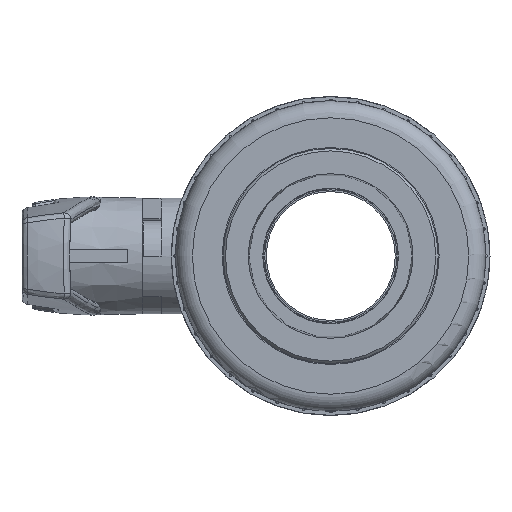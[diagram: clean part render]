
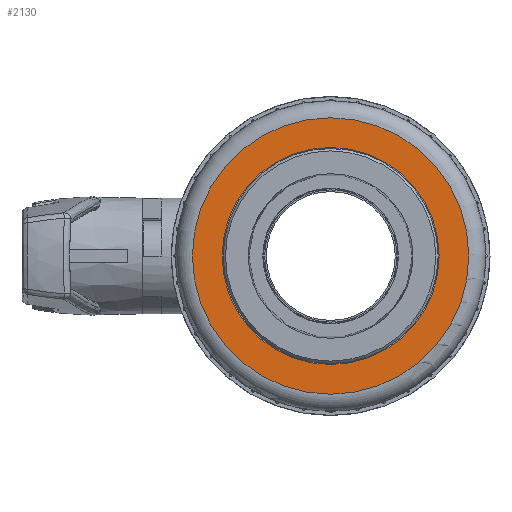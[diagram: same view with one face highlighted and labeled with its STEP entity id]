
A CAD part, left-side view. The second image highlights one B-rep face of the part: STEP entity #2130.
In plain terms, the highlighted planar face has unit normal (-1, 0, 0).
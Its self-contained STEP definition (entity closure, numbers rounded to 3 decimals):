
#1601=FACE_BOUND('',#4663,.T.);
#1602=FACE_BOUND('',#4664,.T.);
#2130=ADVANCED_FACE('',(#1601,#1602),#3063,.F.);
#3063=PLANE('',#19331);
#4663=EDGE_LOOP('',(#7901));
#4664=EDGE_LOOP('',(#7902));
#5940=CIRCLE('',#19329,40.75);
#5941=CIRCLE('',#19330,32.);
#7901=ORIENTED_EDGE('',*,*,#14304,.T.);
#7902=ORIENTED_EDGE('',*,*,#14305,.T.);
#12275=VERTEX_POINT('',#31979);
#12276=VERTEX_POINT('',#31981);
#14304=EDGE_CURVE('',#12275,#12275,#5940,.T.);
#14305=EDGE_CURVE('',#12276,#12276,#5941,.T.);
#19329=AXIS2_PLACEMENT_3D('',#31978,#21980,#21981);
#19330=AXIS2_PLACEMENT_3D('',#31980,#21982,#21983);
#19331=AXIS2_PLACEMENT_3D('',#31982,#21984,#21985);
#21980=DIRECTION('',(-1.,0.,0.));
#21981=DIRECTION('',(0.,1.,0.));
#21982=DIRECTION('',(1.,0.,0.));
#21983=DIRECTION('',(0.,0.,-1.));
#21984=DIRECTION('',(1.,0.,0.));
#21985=DIRECTION('',(0.,1.,0.));
#31978=CARTESIAN_POINT('',(-316.,-1.25,0.));
#31979=CARTESIAN_POINT('',(-316.,39.5,0.));
#31980=CARTESIAN_POINT('',(-316.,-1.25,0.));
#31981=CARTESIAN_POINT('',(-316.,-1.25,-32.));
#31982=CARTESIAN_POINT('',(-316.,44.5,0.));
